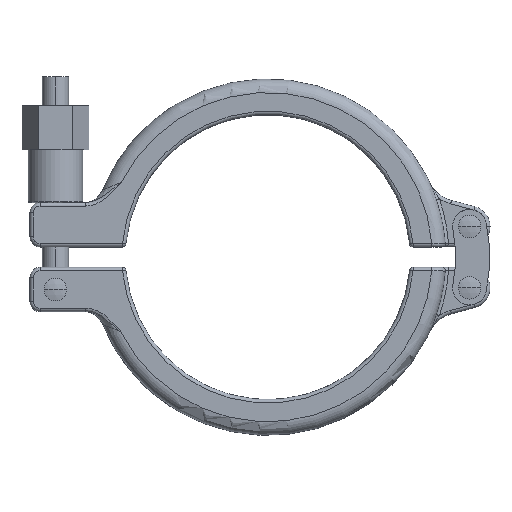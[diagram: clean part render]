
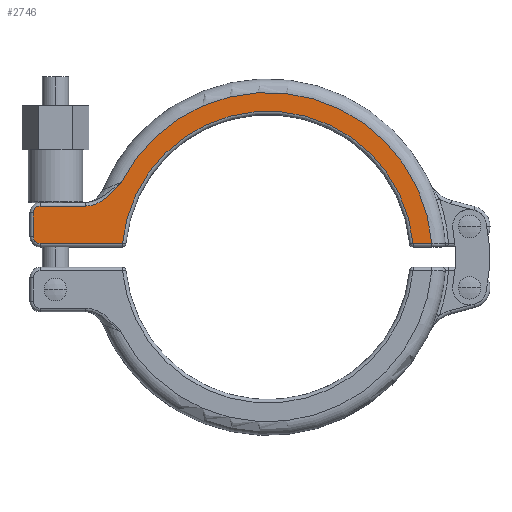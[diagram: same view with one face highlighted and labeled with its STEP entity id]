
A CAD part, top view. The second image highlights one B-rep face of the part: STEP entity #2746.
In plain terms, the highlighted planar face has unit normal (0, 0, 1).
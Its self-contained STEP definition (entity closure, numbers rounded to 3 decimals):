
#147 = CARTESIAN_POINT ( 'NONE',  ( -66.85, 4., 8.5 ) ) ;
#366 = CARTESIAN_POINT ( 'NONE',  ( 48.257, 4., 8.5 ) ) ;
#388 = DIRECTION ( 'NONE',  ( 1., 0., 0. ) ) ;
#467 = CIRCLE ( 'NONE', #2951, 2. ) ;
#533 = VERTEX_POINT ( 'NONE', #7749 ) ;
#896 = EDGE_CURVE ( 'NONE', #12406, #10405, #11866, .T. ) ;
#1328 = CARTESIAN_POINT ( 'NONE',  ( -51.66, 15.221, 8.5 ) ) ;
#1391 = DIRECTION ( 'NONE',  ( 1., 0., 0. ) ) ;
#1401 = CARTESIAN_POINT ( 'NONE',  ( -53.546, 15., 8.5 ) ) ;
#1637 = EDGE_LOOP ( 'NONE', ( #5558, #4127, #11168, #10515, #6491, #2503, #2969, #7722, #4994 ) ) ;
#1847 = VERTEX_POINT ( 'NONE', #2556 ) ;
#1851 = CARTESIAN_POINT ( 'NONE',  ( -66.85, 13., 8.5 ) ) ;
#2367 = CARTESIAN_POINT ( 'NONE',  ( -45.968, 18.779, 8.5 ) ) ;
#2503 = ORIENTED_EDGE ( 'NONE', *, *, #896, .T. ) ;
#2556 = CARTESIAN_POINT ( 'NONE',  ( 42.663, 4., 8.5 ) ) ;
#2746 = ADVANCED_FACE ( 'NONE', ( #4326 ), #8276, .T. ) ;
#2780 = CARTESIAN_POINT ( 'NONE',  ( -66.85, 15., 8.5 ) ) ;
#2951 = AXIS2_PLACEMENT_3D ( 'NONE', #1851, #6895, #9688 ) ;
#2969 = ORIENTED_EDGE ( 'NONE', *, *, #5451, .T. ) ;
#3220 = CARTESIAN_POINT ( 'NONE',  ( -50.616, 15.541, 8.5 ) ) ;
#3489 = CARTESIAN_POINT ( 'NONE',  ( -68.85, 6., 8.5 ) ) ;
#3704 = VECTOR ( 'NONE', #8214, 1000. ) ;
#3789 = EDGE_CURVE ( 'NONE', #10831, #12406, #6222, .T. ) ;
#3920 = CARTESIAN_POINT ( 'NONE',  ( 0., 0., 8.5 ) ) ;
#4127 = ORIENTED_EDGE ( 'NONE', *, *, #5482, .T. ) ;
#4326 = FACE_OUTER_BOUND ( 'NONE', #1637, .T. ) ;
#4335 = CARTESIAN_POINT ( 'NONE',  ( -43.779, 21.192, 8.5 ) ) ;
#4994 = ORIENTED_EDGE ( 'NONE', *, *, #8036, .T. ) ;
#5168 = DIRECTION ( 'NONE',  ( 1., 0., 0. ) ) ;
#5190 = VERTEX_POINT ( 'NONE', #12371 ) ;
#5292 = CARTESIAN_POINT ( 'NONE',  ( -52.456, 15.058, 8.5 ) ) ;
#5451 = EDGE_CURVE ( 'NONE', #10405, #6022, #7367, .T. ) ;
#5481 = CARTESIAN_POINT ( 'NONE',  ( -48.453, 16.663, 8.5 ) ) ;
#5482 = EDGE_CURVE ( 'NONE', #533, #7873, #8749, .T. ) ;
#5558 = ORIENTED_EDGE ( 'NONE', *, *, #8309, .T. ) ;
#5799 = DIRECTION ( 'NONE',  ( 1., 0., 0. ) ) ;
#6022 = VERTEX_POINT ( 'NONE', #9029 ) ;
#6083 = CARTESIAN_POINT ( 'NONE',  ( 0., 0., 8.5 ) ) ;
#6130 = LINE ( 'NONE', #366, #10394 ) ;
#6222 = LINE ( 'NONE', #12369, #11524 ) ;
#6255 = CARTESIAN_POINT ( 'NONE',  ( -41.742, 4., 8.5 ) ) ;
#6451 = CARTESIAN_POINT ( 'NONE',  ( -48.01, 16.98, 8.5 ) ) ;
#6491 = ORIENTED_EDGE ( 'NONE', *, *, #3789, .T. ) ;
#6566 = CIRCLE ( 'NONE', #8430, 42.85 ) ;
#6782 = DIRECTION ( 'NONE',  ( 0., 0., 1. ) ) ;
#6895 = DIRECTION ( 'NONE',  ( 0., 0., 1. ) ) ;
#7009 = DIRECTION ( 'NONE',  ( 1., 0., 0. ) ) ;
#7180 = CARTESIAN_POINT ( 'NONE',  ( -50.876, 15.448, 8.5 ) ) ;
#7187 = DIRECTION ( 'NONE',  ( -1., 0., 0. ) ) ;
#7367 = LINE ( 'NONE', #6255, #3704 ) ;
#7435 = CARTESIAN_POINT ( 'NONE',  ( -43.055, 22., 8.5 ) ) ;
#7722 = ORIENTED_EDGE ( 'NONE', *, *, #10822, .T. ) ;
#7749 = CARTESIAN_POINT ( 'NONE',  ( -43.055, 22., 8.5 ) ) ;
#7873 = VERTEX_POINT ( 'NONE', #8733 ) ;
#7923 = AXIS2_PLACEMENT_3D ( 'NONE', #3920, #6782, #5799 ) ;
#8036 = EDGE_CURVE ( 'NONE', #1847, #5190, #6130, .T. ) ;
#8078 = CARTESIAN_POINT ( 'NONE',  ( 0., 0., 8.5 ) ) ;
#8145 = CARTESIAN_POINT ( 'NONE',  ( -49.377, 16.098, 8.5 ) ) ;
#8214 = DIRECTION ( 'NONE',  ( 1., 0., 0. ) ) ;
#8229 = EDGE_CURVE ( 'NONE', #9764, #10831, #467, .T. ) ;
#8276 = PLANE ( 'NONE',  #10454 ) ;
#8286 = LINE ( 'NONE', #10087, #10624 ) ;
#8309 = EDGE_CURVE ( 'NONE', #5190, #533, #9155, .T. ) ;
#8430 = AXIS2_PLACEMENT_3D ( 'NONE', #6083, #10879, #7009 ) ;
#8733 = CARTESIAN_POINT ( 'NONE',  ( -53.546, 15., 8.5 ) ) ;
#8749 = B_SPLINE_CURVE_WITH_KNOTS ( 'NONE', 3,
 ( #7435, #4335, #12335, #2367, #10272, #6451, #5481, #8145, #12066, #3220, #7180, #11122, #1328, #5292, #9240, #1401 ),
 .UNSPECIFIED., .F., .F.,
 ( 4, 2, 2, 2, 2, 2, 2, 4 ),
 ( 0., 0.003, 0.006, 0.008, 0.01, 0.011, 0.011, 0.013 ),
 .UNSPECIFIED. ) ;
#9029 = CARTESIAN_POINT ( 'NONE',  ( -42.663, 4., 8.5 ) ) ;
#9126 = CARTESIAN_POINT ( 'NONE',  ( -66.85, 6., 8.5 ) ) ;
#9155 = CIRCLE ( 'NONE', #7923, 48.35 ) ;
#9240 = CARTESIAN_POINT ( 'NONE',  ( -52.996, 15., 8.5 ) ) ;
#9688 = DIRECTION ( 'NONE',  ( 1., 0., 0. ) ) ;
#9764 = VERTEX_POINT ( 'NONE', #2780 ) ;
#10087 = CARTESIAN_POINT ( 'NONE',  ( -66.85, 15., 8.5 ) ) ;
#10162 = DIRECTION ( 'NONE',  ( 0., -1., 0. ) ) ;
#10266 = DIRECTION ( 'NONE',  ( 0., 0., 1. ) ) ;
#10272 = CARTESIAN_POINT ( 'NONE',  ( -46.733, 18.009, 8.5 ) ) ;
#10359 = DIRECTION ( 'NONE',  ( 0., 0., 1. ) ) ;
#10394 = VECTOR ( 'NONE', #5168, 1000. ) ;
#10405 = VERTEX_POINT ( 'NONE', #147 ) ;
#10454 = AXIS2_PLACEMENT_3D ( 'NONE', #8078, #10266, #1391 ) ;
#10515 = ORIENTED_EDGE ( 'NONE', *, *, #8229, .T. ) ;
#10624 = VECTOR ( 'NONE', #7187, 1000. ) ;
#10822 = EDGE_CURVE ( 'NONE', #6022, #1847, #6566, .T. ) ;
#10831 = VERTEX_POINT ( 'NONE', #12021 ) ;
#10844 = AXIS2_PLACEMENT_3D ( 'NONE', #9126, #10359, #388 ) ;
#10879 = DIRECTION ( 'NONE',  ( 0., 0., -1. ) ) ;
#11122 = CARTESIAN_POINT ( 'NONE',  ( -51.397, 15.288, 8.5 ) ) ;
#11165 = EDGE_CURVE ( 'NONE', #7873, #9764, #8286, .T. ) ;
#11168 = ORIENTED_EDGE ( 'NONE', *, *, #11165, .T. ) ;
#11524 = VECTOR ( 'NONE', #10162, 1000. ) ;
#11866 = CIRCLE ( 'NONE', #10844, 2. ) ;
#12021 = CARTESIAN_POINT ( 'NONE',  ( -68.85, 13., 8.5 ) ) ;
#12066 = CARTESIAN_POINT ( 'NONE',  ( -49.858, 15.85, 8.5 ) ) ;
#12335 = CARTESIAN_POINT ( 'NONE',  ( -44.492, 20.37, 8.5 ) ) ;
#12369 = CARTESIAN_POINT ( 'NONE',  ( -68.85, 6., 8.5 ) ) ;
#12371 = CARTESIAN_POINT ( 'NONE',  ( 48.184, 4., 8.5 ) ) ;
#12406 = VERTEX_POINT ( 'NONE', #3489 ) ;
